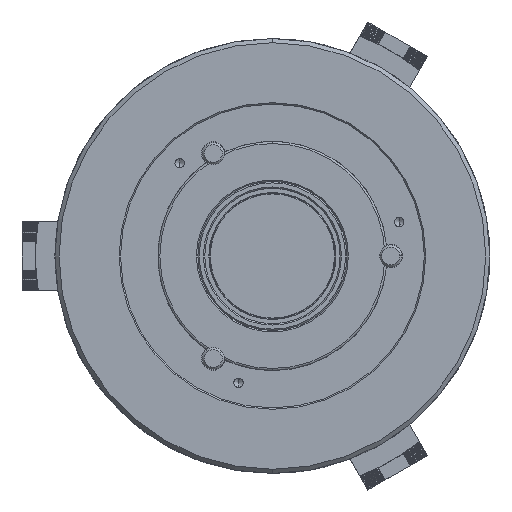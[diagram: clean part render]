
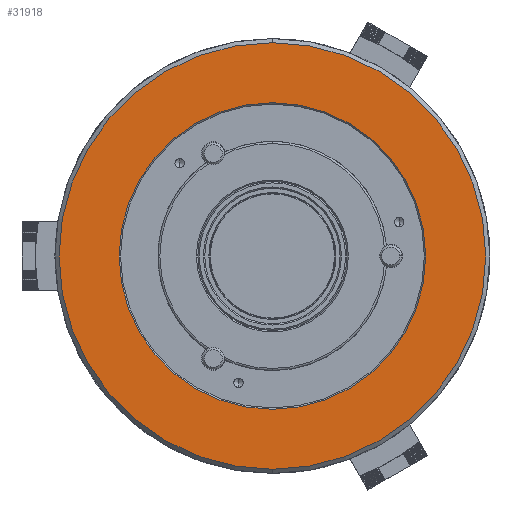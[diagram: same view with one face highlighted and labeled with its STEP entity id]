
A CAD part, left-side view. The second image highlights one B-rep face of the part: STEP entity #31918.
In plain terms, the highlighted planar face has unit normal (-1, 0, 0).
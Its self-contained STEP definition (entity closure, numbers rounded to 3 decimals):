
#282 = CIRCLE ( 'NONE', #14005, 111. ) ;
#2136 = ORIENTED_EDGE ( 'NONE', *, *, #4820, .T. ) ;
#3962 = ORIENTED_EDGE ( 'NONE', *, *, #33106, .T. ) ;
#4820 = EDGE_CURVE ( 'NONE', #14495, #17661, #35717, .T. ) ;
#5181 = ORIENTED_EDGE ( 'NONE', *, *, #13168, .T. ) ;
#6266 = FACE_OUTER_BOUND ( 'NONE', #26135, .T. ) ;
#6416 = AXIS2_PLACEMENT_3D ( 'NONE', #34896, #15155, #38190 ) ;
#6596 = DIRECTION ( 'NONE',  ( 1., 0., 0. ) ) ;
#11258 = CARTESIAN_POINT ( 'NONE',  ( -125., 157.5, 0. ) ) ;
#13168 = EDGE_CURVE ( 'NONE', #25495, #29213, #36680, .T. ) ;
#13456 = CIRCLE ( 'NONE', #42730, 154.5 ) ;
#14005 = AXIS2_PLACEMENT_3D ( 'NONE', #37853, #18092, #41173 ) ;
#14495 = VERTEX_POINT ( 'NONE', #34793 ) ;
#15155 = DIRECTION ( 'NONE',  ( -1., 0., 0. ) ) ;
#15804 = DIRECTION ( 'NONE',  ( -1., 0., 0. ) ) ;
#17661 = VERTEX_POINT ( 'NONE', #26101 ) ;
#17841 = DIRECTION ( 'NONE',  ( -1., 0., 0. ) ) ;
#18092 = DIRECTION ( 'NONE',  ( 1., 0., 0. ) ) ;
#23804 = FACE_BOUND ( 'NONE', #27887, .T. ) ;
#25495 = VERTEX_POINT ( 'NONE', #31706 ) ;
#25732 = ORIENTED_EDGE ( 'NONE', *, *, #34539, .T. ) ;
#26101 = CARTESIAN_POINT ( 'NONE',  ( -125., 0., 111. ) ) ;
#26135 = EDGE_LOOP ( 'NONE', ( #3962, #5181 ) ) ;
#26347 = CARTESIAN_POINT ( 'NONE',  ( -125., 0., 0. ) ) ;
#27569 = AXIS2_PLACEMENT_3D ( 'NONE', #11258, #17841, #40919 ) ;
#27887 = EDGE_LOOP ( 'NONE', ( #25732, #2136 ) ) ;
#29213 = VERTEX_POINT ( 'NONE', #35689 ) ;
#29696 = DIRECTION ( 'NONE',  ( 0., 0., 1. ) ) ;
#31706 = CARTESIAN_POINT ( 'NONE',  ( -125., 0., 154.5 ) ) ;
#31918 = ADVANCED_FACE ( 'NONE', ( #23804, #6266 ), #34314, .T. ) ;
#33106 = EDGE_CURVE ( 'NONE', #29213, #25495, #13456, .T. ) ;
#34314 = PLANE ( 'NONE',  #27569 ) ;
#34539 = EDGE_CURVE ( 'NONE', #17661, #14495, #282, .T. ) ;
#34793 = CARTESIAN_POINT ( 'NONE',  ( -125., 0., -111. ) ) ;
#34896 = CARTESIAN_POINT ( 'NONE',  ( -125., 0., 0. ) ) ;
#35178 = AXIS2_PLACEMENT_3D ( 'NONE', #26347, #6596, #29696 ) ;
#35544 = CARTESIAN_POINT ( 'NONE',  ( -125., 0., 0. ) ) ;
#35689 = CARTESIAN_POINT ( 'NONE',  ( -125., 0., -154.5 ) ) ;
#35717 = CIRCLE ( 'NONE', #35178, 111. ) ;
#36680 = CIRCLE ( 'NONE', #6416, 154.5 ) ;
#37853 = CARTESIAN_POINT ( 'NONE',  ( -125., 0., 0. ) ) ;
#38190 = DIRECTION ( 'NONE',  ( 0., 0., 1. ) ) ;
#38838 = DIRECTION ( 'NONE',  ( 0., 0., 1. ) ) ;
#40919 = DIRECTION ( 'NONE',  ( 0., 0., 1. ) ) ;
#41173 = DIRECTION ( 'NONE',  ( 0., 0., 1. ) ) ;
#42730 = AXIS2_PLACEMENT_3D ( 'NONE', #35544, #15804, #38838 ) ;
